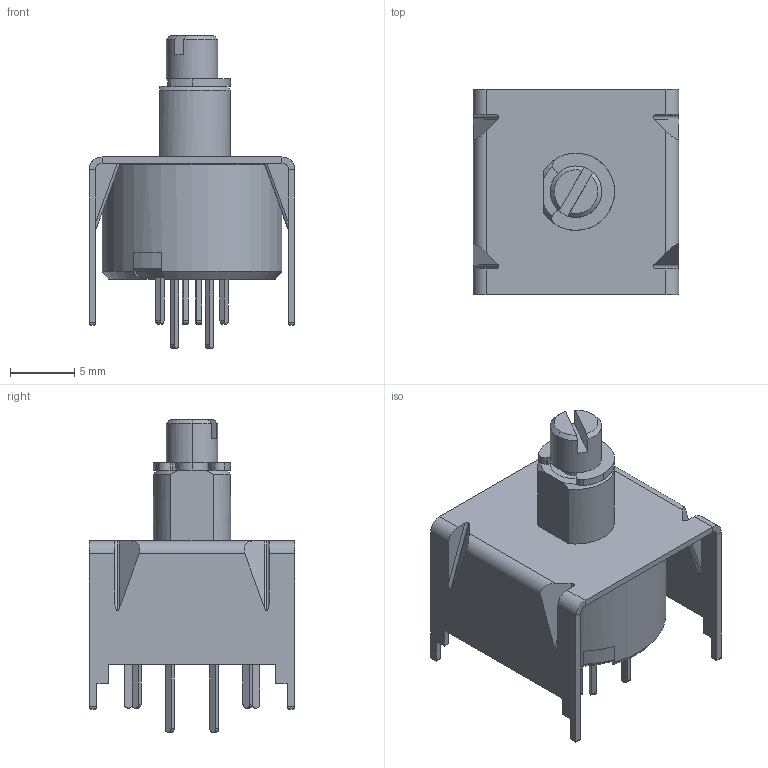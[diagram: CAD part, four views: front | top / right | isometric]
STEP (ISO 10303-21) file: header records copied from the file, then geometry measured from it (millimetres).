
FILE_DESCRIPTION (( 'STEP AP203' ), '1' );
FILE_NAME ('2ﾏ2ﾍ 21 IP40-0.STEP', '2020-09-07T02:08:46', ( '' ), ( '' ), 'SwSTEP 2.0', 'SolidWorks 2017', '' );
FILE_SCHEMA (( 'CONFIG_CONTROL_DESIGN' ));
Length unit declared in the file: millimetre
Products named in the file (18): ÌÏÍ3 10Ï îñíîâàíèå; 扻豵鵨; ÌÏÍ3 10Ï âûâîä-oa7; ÌÏÍ3 ðîòîð 4Í; ﾔﾈﾌﾄ.745328.001 ﾊ煇鳫; 匀棠.754175.002 暑朦鲱 箫腩蝽栩咫铄; 櫻蠉錪2; 扻錪犩 諘瀁謺鍷; 2ﾏ2ﾍ 21 IP40-0; ÌÏÍ3 Êîíòàêò íà 180; ÌÏÍ3 Ïðóæèíêà Ô ïðÿìàÿ; ÔÈÌÄ-Ý.18.27 Óçåë ôèêñàöèè; �����_2�2�; ﾔﾈﾌﾄ-ﾝ.18.34 ﾂ琿_21
Assembly tree (16 placements, depth 3):
  ÌÏÍ3 ðîòîð 4Í
  2ﾏ2ﾍ 21 IP40-0
    ÔÈÌÄ-Ý.18.27 Óçåë ôèêñàöèè
      扻豵鵨
      扻錪犩 諘瀁謺鍷
      匀棠.754175.002 暑朦鲱 箫腩蝽栩咫铄  x2
    �����_2�2�
      ÌÏÍ3 Êîíòàêò íà 180
      ÌÏÍ3 10Ï âûâîä-oa7
      ÌÏÍ3 10Ï îñíîâàíèå
      ÌÏÍ3 Êîíòàêò íà 180
      ÌÏÍ3 10Ï âûâîä-oa7
      ÌÏÍ3 10Ï âûâîä-oa7
      ÌÏÍ3 10Ï âûâîä-oa7
      櫻蠉錪2
    ﾔﾈﾌﾄ-ﾝ.18.34 ﾂ琿_21
    ﾔﾈﾌﾄ.745328.001 ﾊ煇鳫
  ÌÏÍ3 Ïðóæèíêà Ô ïðÿìàÿ
Bounding box: 16 x 16 x 24.35 mm (x, y, z)
Volume: 1228.9 mm3; surface area: 3581.6 mm2
Topology: 14 solids, 14 shells, 342 faces, 827 edges, 533 vertices
Faces by surface type: plane 192, cylinder 106, bspline 24, cone 20
Entity records: 11991 total; most frequent: CARTESIAN_POINT 2325, ORIENTED_EDGE 1638, DIRECTION 1581, EDGE_CURVE 819, LINE 531, VECTOR 531, VERTEX_POINT 529, AXIS2_PLACEMENT_3D 525
